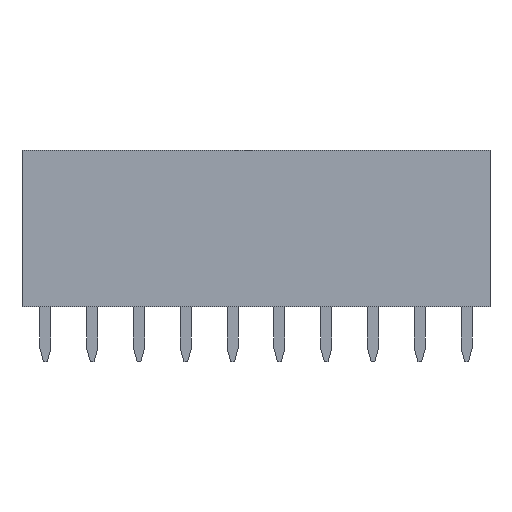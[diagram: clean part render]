
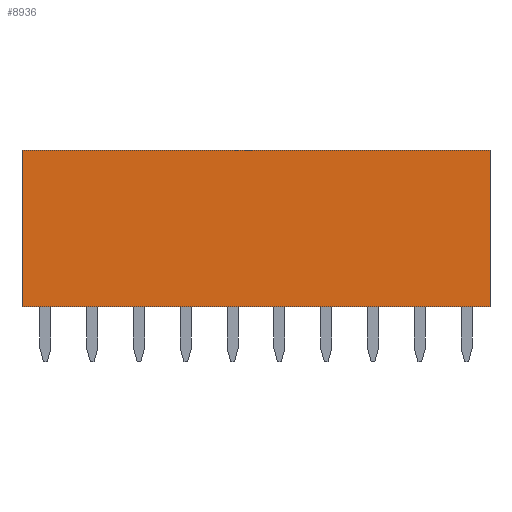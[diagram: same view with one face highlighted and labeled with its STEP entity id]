
A CAD part, front view. The second image highlights one B-rep face of the part: STEP entity #8936.
In plain terms, the highlighted planar face has unit normal (0, -1, 0).
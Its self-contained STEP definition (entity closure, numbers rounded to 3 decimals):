
#8936=ADVANCED_FACE('',(#16852),#16854,.T.);
#16852=FACE_BOUND('',#16853,.T.);
#16853=EDGE_LOOP('',(#23025,#23026,#23027,#23028));
#16854=PLANE('',#16855);
#16855=AXIS2_PLACEMENT_3D('',#16856,#16857,#16858);
#16856=CARTESIAN_POINT('',(-1.27,-1.27,0.));
#16857=DIRECTION('',(0.,-1.,0.));
#16858=DIRECTION('',(1.,0.,0.));
#23025=ORIENTED_EDGE('',*,*,#26307,.T.);
#23026=ORIENTED_EDGE('',*,*,#26058,.T.);
#23027=ORIENTED_EDGE('',*,*,#26263,.F.);
#23028=ORIENTED_EDGE('',*,*,#26047,.F.);
#26047=EDGE_CURVE('',#30707,#30709,#30710,.T.);
#26058=EDGE_CURVE('',#30729,#30727,#30730,.T.);
#26263=EDGE_CURVE('',#30709,#30727,#30983,.T.);
#26307=EDGE_CURVE('',#30707,#30729,#31035,.T.);
#30707=VERTEX_POINT('',#40881);
#30709=VERTEX_POINT('',#40885);
#30710=LINE('',#40886,#40887);
#30727=VERTEX_POINT('',#40923);
#30729=VERTEX_POINT('',#40927);
#30730=LINE('',#40928,#40929);
#30983=LINE('',#41599,#41600);
#31035=LINE('',#41739,#41740);
#40881=CARTESIAN_POINT('',(-1.27,-1.27,0.));
#40885=CARTESIAN_POINT('',(-1.27,-1.27,8.5));
#40886=CARTESIAN_POINT('',(-1.27,-1.27,0.));
#40887=VECTOR('',#40888,1.);
#40888=DIRECTION('',(0.,0.,1.));
#40923=CARTESIAN_POINT('',(24.13,-1.27,8.5));
#40927=CARTESIAN_POINT('',(24.13,-1.27,0.));
#40928=CARTESIAN_POINT('',(24.13,-1.27,0.));
#40929=VECTOR('',#40930,1.);
#40930=DIRECTION('',(0.,0.,1.));
#41599=CARTESIAN_POINT('',(-1.27,-1.27,8.5));
#41600=VECTOR('',#41601,1.);
#41601=DIRECTION('',(1.,0.,0.));
#41739=CARTESIAN_POINT('',(-1.27,-1.27,0.));
#41740=VECTOR('',#41741,1.);
#41741=DIRECTION('',(1.,0.,0.));
